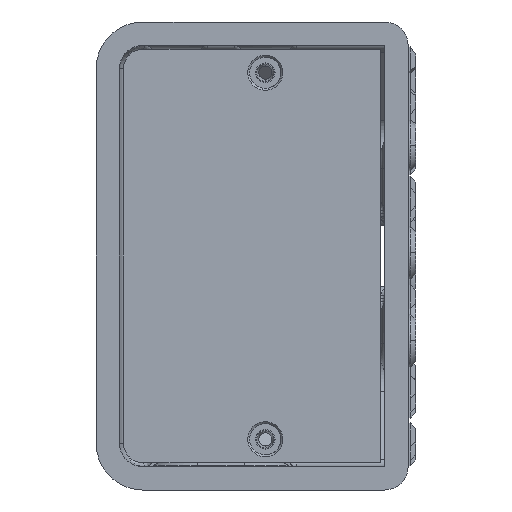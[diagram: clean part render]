
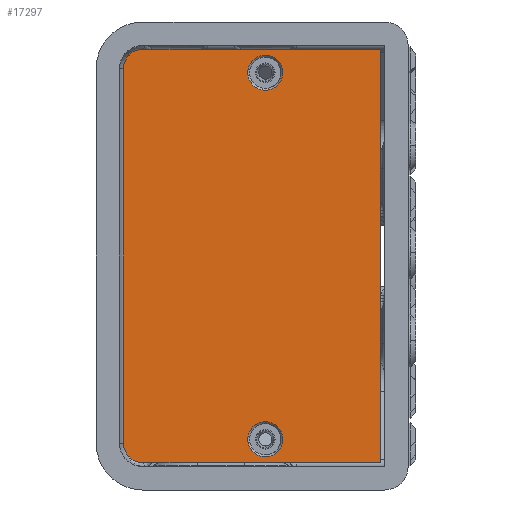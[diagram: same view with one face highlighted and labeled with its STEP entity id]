
A CAD part, front view. The second image highlights one B-rep face of the part: STEP entity #17297.
In plain terms, the highlighted planar face has unit normal (0, -1, 0).
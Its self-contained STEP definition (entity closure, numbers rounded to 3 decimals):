
#102 = CIRCLE ( 'NONE', #31812, 2.5 ) ;
#145 = VERTEX_POINT ( 'NONE', #13557 ) ;
#189 = DIRECTION ( 'NONE',  ( 0., -1., 0. ) ) ;
#768 = DIRECTION ( 'NONE',  ( 0., -1., 0. ) ) ;
#824 = DIRECTION ( 'NONE',  ( 0., 0., 1. ) ) ;
#946 = CIRCLE ( 'NONE', #18771, 2.25 ) ;
#1101 = LINE ( 'NONE', #29334, #16917 ) ;
#1760 = CIRCLE ( 'NONE', #3606, 2.25 ) ;
#1984 = DIRECTION ( 'NONE',  ( 0., -1., 0. ) ) ;
#3434 = EDGE_CURVE ( 'NONE', #32346, #32436, #1101, .T. ) ;
#3606 = AXIS2_PLACEMENT_3D ( 'NONE', #32997, #1984, #7213 ) ;
#3859 = ORIENTED_EDGE ( 'NONE', *, *, #13726, .T. ) ;
#4079 = VERTEX_POINT ( 'NONE', #17705 ) ;
#4531 = VERTEX_POINT ( 'NONE', #25307 ) ;
#5162 = AXIS2_PLACEMENT_3D ( 'NONE', #29756, #16962, #14238 ) ;
#5538 = DIRECTION ( 'NONE',  ( 0., 0., -1. ) ) ;
#5715 = CIRCLE ( 'NONE', #26531, 2.5 ) ;
#6119 = FACE_BOUND ( 'NONE', #26128, .T. ) ;
#6165 = EDGE_CURVE ( 'NONE', #32436, #30396, #7446, .T. ) ;
#6228 = VERTEX_POINT ( 'NONE', #16714 ) ;
#7213 = DIRECTION ( 'NONE',  ( 0., 0., -1. ) ) ;
#7446 = LINE ( 'NONE', #11204, #29333 ) ;
#8599 = ORIENTED_EDGE ( 'NONE', *, *, #6165, .T. ) ;
#8616 = DIRECTION ( 'NONE',  ( 0., -1., 0. ) ) ;
#9193 = CIRCLE ( 'NONE', #11559, 2.25 ) ;
#9203 = AXIS2_PLACEMENT_3D ( 'NONE', #16280, #768, #5538 ) ;
#9289 = EDGE_CURVE ( 'NONE', #4531, #9822, #946, .T. ) ;
#9509 = ORIENTED_EDGE ( 'NONE', *, *, #31092, .T. ) ;
#9822 = VERTEX_POINT ( 'NONE', #16191 ) ;
#10082 = ORIENTED_EDGE ( 'NONE', *, *, #3434, .T. ) ;
#10483 = CARTESIAN_POINT ( 'NONE',  ( -14., 1., 26.5 ) ) ;
#10543 = DIRECTION ( 'NONE',  ( 0., 0., -1. ) ) ;
#10562 = CARTESIAN_POINT ( 'NONE',  ( -16.5, 1., 24. ) ) ;
#10773 = CARTESIAN_POINT ( 'NONE',  ( -16.5, 1., 24. ) ) ;
#11204 = CARTESIAN_POINT ( 'NONE',  ( 16.5, 1., 26.5 ) ) ;
#11250 = CARTESIAN_POINT ( 'NONE',  ( 1.7, 1., 23.5 ) ) ;
#11559 = AXIS2_PLACEMENT_3D ( 'NONE', #28017, #33040, #12514 ) ;
#12389 = CARTESIAN_POINT ( 'NONE',  ( -14., 1., -26.5 ) ) ;
#12513 = CARTESIAN_POINT ( 'NONE',  ( 16.5, 1., 26.5 ) ) ;
#12514 = DIRECTION ( 'NONE',  ( 0., 0., -1. ) ) ;
#12798 = VERTEX_POINT ( 'NONE', #22619 ) ;
#12896 = LINE ( 'NONE', #12389, #14497 ) ;
#13327 = VERTEX_POINT ( 'NONE', #10562 ) ;
#13557 = CARTESIAN_POINT ( 'NONE',  ( 1.7, 1., -25.75 ) ) ;
#13726 = EDGE_CURVE ( 'NONE', #13327, #12798, #24968, .T. ) ;
#14238 = DIRECTION ( 'NONE',  ( 0., 0., -1. ) ) ;
#14497 = VECTOR ( 'NONE', #14979, 1000. ) ;
#14979 = DIRECTION ( 'NONE',  ( 1., 0., 0. ) ) ;
#15262 = VECTOR ( 'NONE', #10543, 1000. ) ;
#15697 = CARTESIAN_POINT ( 'NONE',  ( -14., 1., 24. ) ) ;
#16191 = CARTESIAN_POINT ( 'NONE',  ( 1.7, 1., 25.75 ) ) ;
#16277 = EDGE_CURVE ( 'NONE', #9822, #4531, #1760, .T. ) ;
#16280 = CARTESIAN_POINT ( 'NONE',  ( 1.7, 1., -23.5 ) ) ;
#16360 = ORIENTED_EDGE ( 'NONE', *, *, #24098, .T. ) ;
#16562 = EDGE_CURVE ( 'NONE', #30396, #13327, #102, .T. ) ;
#16714 = CARTESIAN_POINT ( 'NONE',  ( -14., 1., -26.5 ) ) ;
#16917 = VECTOR ( 'NONE', #824, 1000. ) ;
#16962 = DIRECTION ( 'NONE',  ( 0., -1., 0. ) ) ;
#17297 = ADVANCED_FACE ( 'NONE', ( #6119, #27202, #33196 ), #19254, .T. ) ;
#17705 = CARTESIAN_POINT ( 'NONE',  ( 1.7, 1., -21.25 ) ) ;
#18319 = DIRECTION ( 'NONE',  ( 0., 0., -1. ) ) ;
#18771 = AXIS2_PLACEMENT_3D ( 'NONE', #11250, #8616, #29440 ) ;
#19177 = EDGE_LOOP ( 'NONE', ( #16360, #10082, #8599, #32955, #3859, #9509 ) ) ;
#19254 = PLANE ( 'NONE',  #5162 ) ;
#19557 = ORIENTED_EDGE ( 'NONE', *, *, #9289, .F. ) ;
#20660 = CIRCLE ( 'NONE', #9203, 2.25 ) ;
#21950 = DIRECTION ( 'NONE',  ( 0., -1., 0. ) ) ;
#22061 = DIRECTION ( 'NONE',  ( 0., 0., -1. ) ) ;
#22464 = EDGE_LOOP ( 'NONE', ( #25881, #19557 ) ) ;
#22619 = CARTESIAN_POINT ( 'NONE',  ( -16.5, 1., -24. ) ) ;
#23094 = EDGE_CURVE ( 'NONE', #4079, #145, #9193, .T. ) ;
#24098 = EDGE_CURVE ( 'NONE', #6228, #32346, #12896, .T. ) ;
#24238 = DIRECTION ( 'NONE',  ( -1., 0., 0. ) ) ;
#24968 = LINE ( 'NONE', #10773, #15262 ) ;
#25307 = CARTESIAN_POINT ( 'NONE',  ( 1.7, 1., 21.25 ) ) ;
#25881 = ORIENTED_EDGE ( 'NONE', *, *, #16277, .F. ) ;
#26128 = EDGE_LOOP ( 'NONE', ( #29431, #31895 ) ) ;
#26406 = CARTESIAN_POINT ( 'NONE',  ( -14., 1., -24. ) ) ;
#26531 = AXIS2_PLACEMENT_3D ( 'NONE', #26406, #21950, #22061 ) ;
#27202 = FACE_BOUND ( 'NONE', #22464, .T. ) ;
#28017 = CARTESIAN_POINT ( 'NONE',  ( 1.7, 1., -23.5 ) ) ;
#28716 = EDGE_CURVE ( 'NONE', #145, #4079, #20660, .T. ) ;
#29333 = VECTOR ( 'NONE', #24238, 1000. ) ;
#29334 = CARTESIAN_POINT ( 'NONE',  ( 16.5, 1., -26.5 ) ) ;
#29431 = ORIENTED_EDGE ( 'NONE', *, *, #23094, .F. ) ;
#29440 = DIRECTION ( 'NONE',  ( 0., 0., -1. ) ) ;
#29756 = CARTESIAN_POINT ( 'NONE',  ( -14., 1., 24. ) ) ;
#30396 = VERTEX_POINT ( 'NONE', #10483 ) ;
#30489 = CARTESIAN_POINT ( 'NONE',  ( 16.5, 1., -26.5 ) ) ;
#31092 = EDGE_CURVE ( 'NONE', #12798, #6228, #5715, .T. ) ;
#31812 = AXIS2_PLACEMENT_3D ( 'NONE', #15697, #189, #18319 ) ;
#31895 = ORIENTED_EDGE ( 'NONE', *, *, #28716, .F. ) ;
#32346 = VERTEX_POINT ( 'NONE', #30489 ) ;
#32436 = VERTEX_POINT ( 'NONE', #12513 ) ;
#32955 = ORIENTED_EDGE ( 'NONE', *, *, #16562, .T. ) ;
#32997 = CARTESIAN_POINT ( 'NONE',  ( 1.7, 1., 23.5 ) ) ;
#33040 = DIRECTION ( 'NONE',  ( 0., -1., 0. ) ) ;
#33196 = FACE_OUTER_BOUND ( 'NONE', #19177, .T. ) ;
